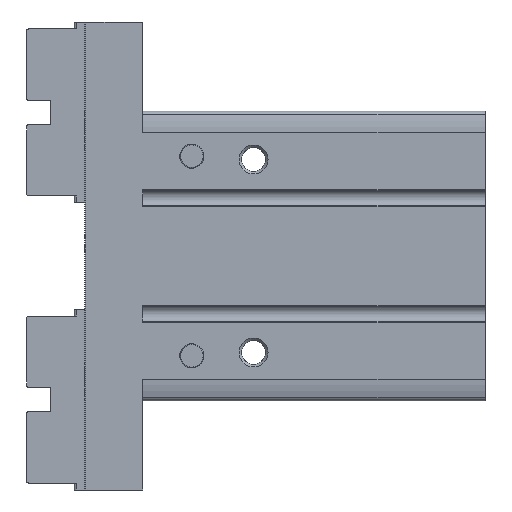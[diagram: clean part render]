
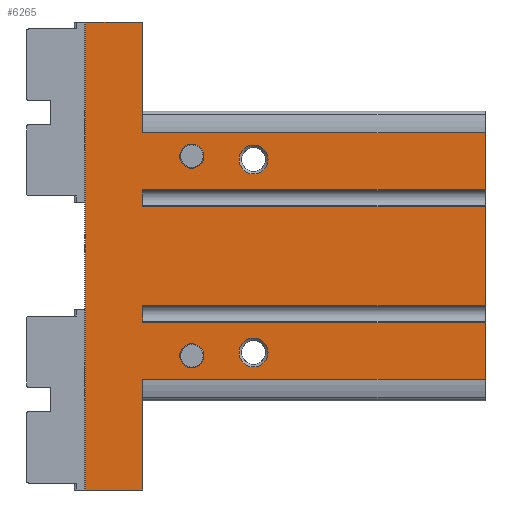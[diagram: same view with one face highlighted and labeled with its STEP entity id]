
A CAD part, left-side view. The second image highlights one B-rep face of the part: STEP entity #6265.
In plain terms, the highlighted face is planar.
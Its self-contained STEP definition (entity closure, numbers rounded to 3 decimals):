
#85=PLANE('',#6788);
#326=LINE('',#9710,#862);
#364=LINE('',#9878,#900);
#369=LINE('',#9902,#905);
#410=LINE('',#10121,#946);
#411=LINE('',#10129,#947);
#412=LINE('',#10131,#948);
#413=LINE('',#10133,#949);
#414=LINE('',#10134,#950);
#415=LINE('',#10136,#951);
#416=LINE('',#10138,#952);
#417=LINE('',#10139,#953);
#418=LINE('',#10141,#954);
#419=LINE('',#10143,#955);
#420=LINE('',#10145,#956);
#421=LINE('',#10147,#957);
#422=LINE('',#10149,#958);
#862=VECTOR('',#7554,1000.);
#900=VECTOR('',#7684,1000.);
#905=VECTOR('',#7703,1000.);
#946=VECTOR('',#7834,1000.);
#947=VECTOR('',#7843,1000.);
#948=VECTOR('',#7844,1000.);
#949=VECTOR('',#7845,1000.);
#950=VECTOR('',#7846,1000.);
#951=VECTOR('',#7847,1000.);
#952=VECTOR('',#7848,1000.);
#953=VECTOR('',#7849,1000.);
#954=VECTOR('',#7850,1000.);
#955=VECTOR('',#7851,1000.);
#956=VECTOR('',#7852,1000.);
#957=VECTOR('',#7853,1000.);
#958=VECTOR('',#7854,1000.);
#1777=ORIENTED_EDGE('',*,*,#3213,.F.);
#1778=ORIENTED_EDGE('',*,*,#3217,.F.);
#1779=ORIENTED_EDGE('',*,*,#3540,.F.);
#1780=ORIENTED_EDGE('',*,*,#3541,.F.);
#1781=ORIENTED_EDGE('',*,*,#3354,.T.);
#1782=ORIENTED_EDGE('',*,*,#3542,.F.);
#1783=ORIENTED_EDGE('',*,*,#3543,.T.);
#1784=ORIENTED_EDGE('',*,*,#3544,.T.);
#1785=ORIENTED_EDGE('',*,*,#3450,.T.);
#1786=ORIENTED_EDGE('',*,*,#3545,.F.);
#1787=ORIENTED_EDGE('',*,*,#3546,.T.);
#1788=ORIENTED_EDGE('',*,*,#3547,.T.);
#1789=ORIENTED_EDGE('',*,*,#3438,.T.);
#1790=ORIENTED_EDGE('',*,*,#3548,.F.);
#1791=ORIENTED_EDGE('',*,*,#3549,.F.);
#1792=ORIENTED_EDGE('',*,*,#3550,.F.);
#1793=ORIENTED_EDGE('',*,*,#3551,.T.);
#1794=ORIENTED_EDGE('',*,*,#3552,.T.);
#1795=ORIENTED_EDGE('',*,*,#3553,.F.);
#1796=ORIENTED_EDGE('',*,*,#3538,.T.);
#3213=EDGE_CURVE('',#4131,#4131,#4769,.T.);
#3217=EDGE_CURVE('',#4135,#4135,#4773,.T.);
#3354=EDGE_CURVE('',#4241,#4240,#326,.T.);
#3438=EDGE_CURVE('',#4325,#4324,#364,.T.);
#3450=EDGE_CURVE('',#4337,#4336,#369,.T.);
#3538=EDGE_CURVE('',#4410,#4241,#410,.T.);
#3540=EDGE_CURVE('',#4411,#4411,#4888,.T.);
#3541=EDGE_CURVE('',#4412,#4412,#4889,.T.);
#3542=EDGE_CURVE('',#4413,#4240,#411,.T.);
#3543=EDGE_CURVE('',#4413,#4414,#412,.T.);
#3544=EDGE_CURVE('',#4414,#4337,#413,.T.);
#3545=EDGE_CURVE('',#4415,#4336,#414,.T.);
#3546=EDGE_CURVE('',#4415,#4416,#415,.T.);
#3547=EDGE_CURVE('',#4416,#4325,#416,.T.);
#3548=EDGE_CURVE('',#4417,#4324,#417,.T.);
#3549=EDGE_CURVE('',#4418,#4417,#418,.T.);
#3550=EDGE_CURVE('',#4419,#4418,#419,.T.);
#3551=EDGE_CURVE('',#4419,#4420,#420,.T.);
#3552=EDGE_CURVE('',#4420,#4421,#421,.T.);
#3553=EDGE_CURVE('',#4410,#4421,#422,.T.);
#4131=VERTEX_POINT('',#9289);
#4135=VERTEX_POINT('',#9299);
#4240=VERTEX_POINT('',#9709);
#4241=VERTEX_POINT('',#9711);
#4324=VERTEX_POINT('',#9877);
#4325=VERTEX_POINT('',#9879);
#4336=VERTEX_POINT('',#9901);
#4337=VERTEX_POINT('',#9903);
#4410=VERTEX_POINT('',#10122);
#4411=VERTEX_POINT('',#10126);
#4412=VERTEX_POINT('',#10128);
#4413=VERTEX_POINT('',#10130);
#4414=VERTEX_POINT('',#10132);
#4415=VERTEX_POINT('',#10135);
#4416=VERTEX_POINT('',#10137);
#4417=VERTEX_POINT('',#10140);
#4418=VERTEX_POINT('',#10142);
#4419=VERTEX_POINT('',#10144);
#4420=VERTEX_POINT('',#10146);
#4421=VERTEX_POINT('',#10148);
#4769=CIRCLE('',#6614,2.5);
#4773=CIRCLE('',#6620,2.5);
#4888=CIRCLE('',#6789,3.);
#4889=CIRCLE('',#6790,3.);
#5178=EDGE_LOOP('',(#1777));
#5179=EDGE_LOOP('',(#1778));
#5180=EDGE_LOOP('',(#1779));
#5181=EDGE_LOOP('',(#1780));
#5182=EDGE_LOOP('',(#1781,#1782,#1783,#1784,#1785,#1786,#1787,#1788,#1789,
#1790,#1791,#1792,#1793,#1794,#1795,#1796));
#5654=FACE_BOUND('',#5178,.T.);
#5655=FACE_BOUND('',#5179,.T.);
#5656=FACE_BOUND('',#5180,.T.);
#5657=FACE_BOUND('',#5181,.T.);
#5658=FACE_BOUND('',#5182,.T.);
#6265=ADVANCED_FACE('',(#5654,#5655,#5656,#5657,#5658),#85,.F.);
#6614=AXIS2_PLACEMENT_3D('',#9288,#7331,#7332);
#6620=AXIS2_PLACEMENT_3D('',#9298,#7343,#7344);
#6788=AXIS2_PLACEMENT_3D('',#10124,#7837,#7838);
#6789=AXIS2_PLACEMENT_3D('',#10125,#7839,#7840);
#6790=AXIS2_PLACEMENT_3D('',#10127,#7841,#7842);
#7331=DIRECTION('',(0.,0.,1.));
#7332=DIRECTION('',(1.,0.,0.));
#7343=DIRECTION('',(0.,0.,1.));
#7344=DIRECTION('',(1.,0.,0.));
#7554=DIRECTION('',(1.,0.,0.));
#7684=DIRECTION('',(1.,0.,0.));
#7703=DIRECTION('',(1.,0.,0.));
#7834=DIRECTION('',(0.,-1.,0.));
#7837=DIRECTION('',(0.,0.,-1.));
#7838=DIRECTION('',(-1.,0.,0.));
#7839=DIRECTION('',(0.,0.,1.));
#7840=DIRECTION('',(1.,0.,0.));
#7841=DIRECTION('',(0.,0.,1.));
#7842=DIRECTION('',(1.,0.,0.));
#7843=DIRECTION('',(0.,-1.,0.));
#7844=DIRECTION('',(1.,0.,0.));
#7845=DIRECTION('',(0.,-1.,0.));
#7846=DIRECTION('',(0.,-1.,0.));
#7847=DIRECTION('',(1.,0.,0.));
#7848=DIRECTION('',(0.,-1.,0.));
#7849=DIRECTION('',(0.,-1.,0.));
#7850=DIRECTION('',(-1.,0.,0.));
#7851=DIRECTION('',(0.,-1.,0.));
#7852=DIRECTION('',(-1.,0.,0.));
#7853=DIRECTION('',(0.,-1.,0.));
#7854=DIRECTION('',(-1.,0.,0.));
#9288=CARTESIAN_POINT('',(-20.7,60.8,20.));
#9289=CARTESIAN_POINT('',(-18.2,60.8,20.));
#9298=CARTESIAN_POINT('',(20.7,60.8,20.));
#9299=CARTESIAN_POINT('',(23.2,60.8,20.));
#9709=CARTESIAN_POINT('',(-13.7,0.,20.));
#9710=CARTESIAN_POINT('',(-25.5,0.,20.));
#9711=CARTESIAN_POINT('',(-25.5,0.,20.));
#9877=CARTESIAN_POINT('',(25.5,0.,20.));
#9878=CARTESIAN_POINT('',(-25.5,0.,20.));
#9879=CARTESIAN_POINT('',(13.7,0.,20.));
#9901=CARTESIAN_POINT('',(10.3,0.,20.));
#9902=CARTESIAN_POINT('',(-25.5,0.,20.));
#9903=CARTESIAN_POINT('',(-10.3,0.,20.));
#10121=CARTESIAN_POINT('',(-25.5,71.,20.));
#10122=CARTESIAN_POINT('',(-25.5,71.,20.));
#10124=CARTESIAN_POINT('',(-25.5,71.,20.));
#10125=CARTESIAN_POINT('',(-20.,48.,20.));
#10126=CARTESIAN_POINT('',(-17.,48.,20.));
#10127=CARTESIAN_POINT('',(20.,48.,20.));
#10128=CARTESIAN_POINT('',(23.,48.,20.));
#10129=CARTESIAN_POINT('',(-13.7,71.,20.));
#10130=CARTESIAN_POINT('',(-13.7,71.,20.));
#10131=CARTESIAN_POINT('',(-13.7,71.,20.));
#10132=CARTESIAN_POINT('',(-10.3,71.,20.));
#10133=CARTESIAN_POINT('',(-10.3,71.,20.));
#10134=CARTESIAN_POINT('',(10.3,71.,20.));
#10135=CARTESIAN_POINT('',(10.3,71.,20.));
#10136=CARTESIAN_POINT('',(10.3,71.,20.));
#10137=CARTESIAN_POINT('',(13.7,71.,20.));
#10138=CARTESIAN_POINT('',(13.7,71.,20.));
#10139=CARTESIAN_POINT('',(25.5,71.,20.));
#10140=CARTESIAN_POINT('',(25.5,71.,20.));
#10141=CARTESIAN_POINT('',(48.5,71.,20.));
#10142=CARTESIAN_POINT('',(48.5,71.,20.));
#10143=CARTESIAN_POINT('',(48.5,82.8,20.));
#10144=CARTESIAN_POINT('',(48.5,82.8,20.));
#10145=CARTESIAN_POINT('',(48.5,82.8,20.));
#10146=CARTESIAN_POINT('',(-48.5,82.8,20.));
#10147=CARTESIAN_POINT('',(-48.5,82.8,20.));
#10148=CARTESIAN_POINT('',(-48.5,71.,20.));
#10149=CARTESIAN_POINT('',(48.5,71.,20.));
